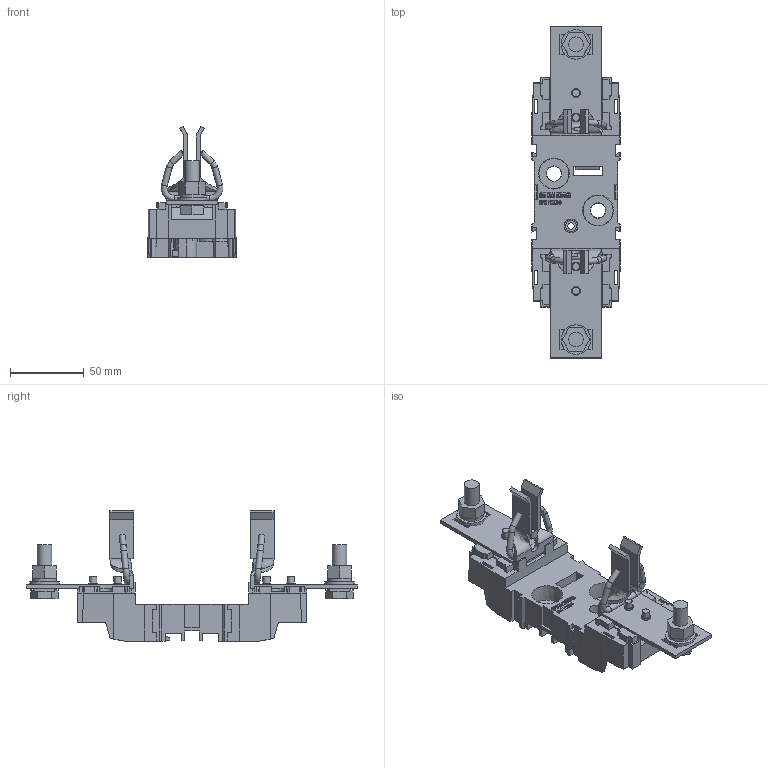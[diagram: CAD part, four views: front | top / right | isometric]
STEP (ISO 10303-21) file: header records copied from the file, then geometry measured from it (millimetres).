
FILE_DESCRIPTION(/* description */ (''),/* implementation_level */ '2;1');
FILE_NAME(/* name */ '3NH1330_000157210V.stp',/* time_stamp */ '2024-10-09T15:34:15+02:00',/* author */ (''),/* organization */ (''),/* preprocessor_version */ 'ST-DEVELOPER v18.101',/* originating_system */ 'SIEMENS PLM Software NX 2007',/* authorisation */ '');
FILE_SCHEMA (('AUTOMOTIVE_DESIGN { 1 0 10303 214 3 1 1 1 }'));
Products named in the file (1): 3NH1330_000157210
Bounding box: 59.8 x 225 x 88.5 mm (x, y, z)
Volume: 114260.6 mm3; surface area: 87644.4 mm2
Topology: 1 solids, 5 shells, 1027 faces, 2912 edges, 1930 vertices
Faces by surface type: plane 795, cylinder 114, cone 65, extrusion 25, bspline 20, torus 8
Full cylindrical faces by diameter (mm): 4 x8, 4.2 x1, 4.9 x8, 6 x4, 9.5 x4, 10 x4, 16 x2, 20 x2
Entity records: 61417 total; most frequent: CARTESIAN_POINT 28221, ORIENTED_EDGE 5614, DIRECTION 4903, EDGE_CURVE 2807, VECTOR 2211, LINE 2186, VERTEX_POINT 1885, AXIS2_PLACEMENT_3D 1346
